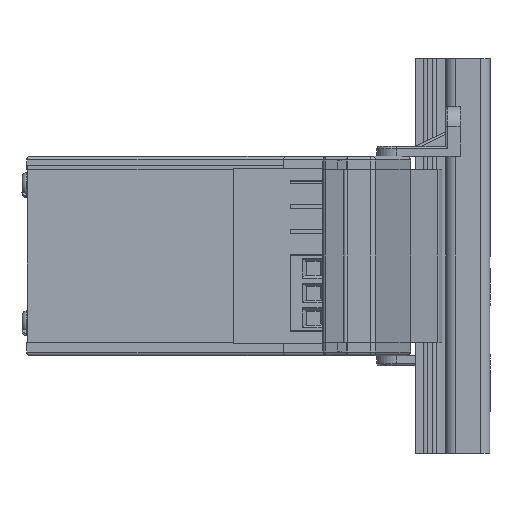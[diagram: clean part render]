
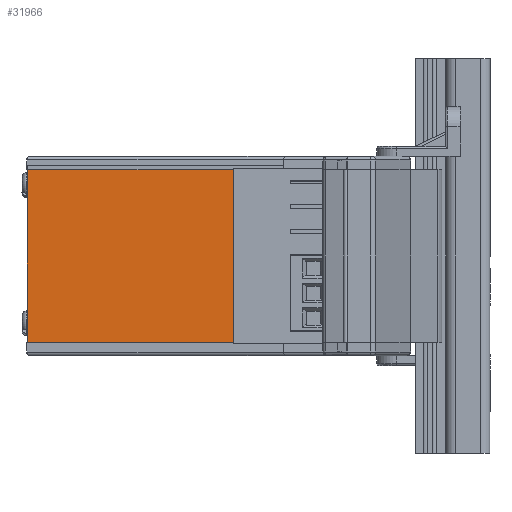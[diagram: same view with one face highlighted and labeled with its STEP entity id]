
A CAD part, left-side view. The second image highlights one B-rep face of the part: STEP entity #31966.
In plain terms, the highlighted planar face has unit normal (-1, 0, 0.002).
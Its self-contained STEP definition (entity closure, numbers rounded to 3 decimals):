
#403 = CARTESIAN_POINT ( 'NONE',  ( -35., 31., 0. ) ) ;
#826 = DIRECTION ( 'NONE',  ( 0., 0., 1. ) ) ;
#1496 = VERTEX_POINT ( 'NONE', #22836 ) ;
#1591 = VERTEX_POINT ( 'NONE', #18353 ) ;
#2853 = CARTESIAN_POINT ( 'NONE',  ( -35., -31., 0. ) ) ;
#2943 = DIRECTION ( 'NONE',  ( 0., -1., 0. ) ) ;
#3214 = EDGE_CURVE ( 'NONE', #1591, #12438, #9490, .T. ) ;
#3365 = DIRECTION ( 'NONE',  ( -1., 0., 0. ) ) ;
#3569 = VERTEX_POINT ( 'NONE', #2853 ) ;
#5166 = EDGE_CURVE ( 'NONE', #12438, #3569, #26674, .T. ) ;
#9490 = LINE ( 'NONE', #28787, #20151 ) ;
#10481 = CARTESIAN_POINT ( 'NONE',  ( -35., -31., -35.8 ) ) ;
#11241 = CARTESIAN_POINT ( 'NONE',  ( -35., 31., -35.8 ) ) ;
#11652 = DIRECTION ( 'NONE',  ( 0., -1., 0. ) ) ;
#11726 = VECTOR ( 'NONE', #11652, 1000. ) ;
#12036 = EDGE_LOOP ( 'NONE', ( #16217, #21686, #14708, #27473 ) ) ;
#12438 = VERTEX_POINT ( 'NONE', #14867 ) ;
#13319 = VECTOR ( 'NONE', #2943, 1000. ) ;
#14708 = ORIENTED_EDGE ( 'NONE', *, *, #24211, .T. ) ;
#14867 = CARTESIAN_POINT ( 'NONE',  ( -35., 31., 0. ) ) ;
#15961 = FACE_OUTER_BOUND ( 'NONE', #12036, .T. ) ;
#16217 = ORIENTED_EDGE ( 'NONE', *, *, #5166, .F. ) ;
#16315 = PLANE ( 'NONE',  #20326 ) ;
#18154 = EDGE_CURVE ( 'NONE', #1496, #3569, #26405, .T. ) ;
#18353 = CARTESIAN_POINT ( 'NONE',  ( -35., 31., -35.8 ) ) ;
#20151 = VECTOR ( 'NONE', #26146, 1000. ) ;
#20326 = AXIS2_PLACEMENT_3D ( 'NONE', #11241, #3365, #826 ) ;
#21686 = ORIENTED_EDGE ( 'NONE', *, *, #3214, .F. ) ;
#22682 = DIRECTION ( 'NONE',  ( 0., 0., 1. ) ) ;
#22718 = LINE ( 'NONE', #31076, #11726 ) ;
#22836 = CARTESIAN_POINT ( 'NONE',  ( -35., -31., -35.8 ) ) ;
#24211 = EDGE_CURVE ( 'NONE', #1591, #1496, #22718, .T. ) ;
#26146 = DIRECTION ( 'NONE',  ( 0., 0., 1. ) ) ;
#26405 = LINE ( 'NONE', #10481, #28777 ) ;
#26674 = LINE ( 'NONE', #403, #13319 ) ;
#27473 = ORIENTED_EDGE ( 'NONE', *, *, #18154, .T. ) ;
#28777 = VECTOR ( 'NONE', #22682, 1000. ) ;
#28787 = CARTESIAN_POINT ( 'NONE',  ( -35., 31., -35.8 ) ) ;
#31076 = CARTESIAN_POINT ( 'NONE',  ( -35., 31., -35.8 ) ) ;
#31966 = ADVANCED_FACE ( 'NONE', ( #15961 ), #16315, .T. ) ;
